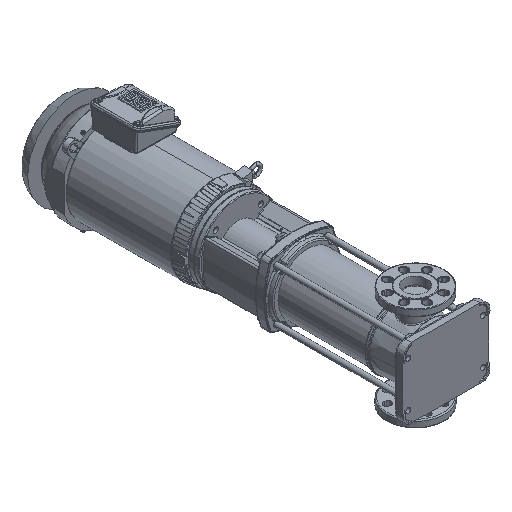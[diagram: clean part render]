
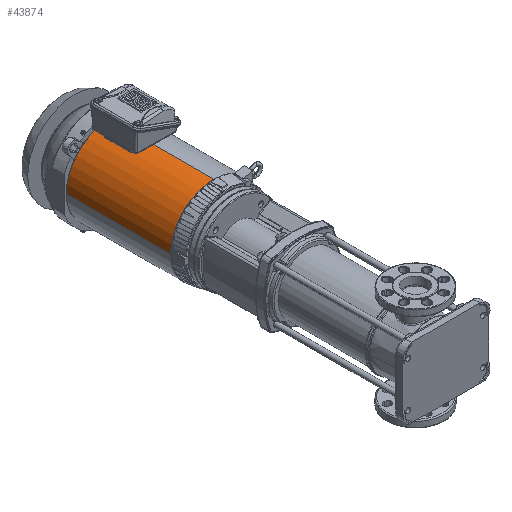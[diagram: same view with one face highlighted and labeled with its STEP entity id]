
A CAD part, isometric view. The second image highlights one B-rep face of the part: STEP entity #43874.
In plain terms, the highlighted cylindrical face has radius 124.3 mm (diameter 248.6 mm), a partial arc.
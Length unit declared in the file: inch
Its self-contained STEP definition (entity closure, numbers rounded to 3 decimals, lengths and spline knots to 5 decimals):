
#4054 = VECTOR ( 'NONE', #158290, 39.37008 ) ;
#5018 = EDGE_LOOP ( 'NONE', ( #57345, #97105, #14087, #93652 ) ) ;
#9238 = VERTEX_POINT ( 'NONE', #37138 ) ;
#10440 = LINE ( 'NONE', #103922, #91991 ) ;
#14087 = ORIENTED_EDGE ( 'NONE', *, *, #78692, .F. ) ;
#14436 = VERTEX_POINT ( 'NONE', #102004 ) ;
#19024 = DIRECTION ( 'NONE',  ( 0., -1., 0. ) ) ;
#20920 = AXIS2_PLACEMENT_3D ( 'NONE', #34744, #89058, #172704 ) ;
#22919 = DIRECTION ( 'NONE',  ( -1., 0., 0. ) ) ;
#31317 = DIRECTION ( 'NONE',  ( -1., 0., 0. ) ) ;
#34744 = CARTESIAN_POINT ( 'NONE',  ( 38.54453, -0.19649, 0. ) ) ;
#37138 = CARTESIAN_POINT ( 'NONE',  ( -5.69447, -5.09019, 0.00085 ) ) ;
#43874 = ADVANCED_FACE ( 'NONE', ( #144265 ), #103292, .T. ) ;
#44664 = CARTESIAN_POINT ( 'NONE',  ( -5.69447, -0.19649, 0. ) ) ;
#46426 = DIRECTION ( 'NONE',  ( 0., -1., 0. ) ) ;
#46581 = CARTESIAN_POINT ( 'NONE',  ( 6.11655, -0.19649, 0. ) ) ;
#54496 = VERTEX_POINT ( 'NONE', #152072 ) ;
#57345 = ORIENTED_EDGE ( 'NONE', *, *, #82438, .T. ) ;
#64028 = CIRCLE ( 'NONE', #140847, 4.8937 ) ;
#66523 = LINE ( 'NONE', #159175, #4054 ) ;
#78692 = EDGE_CURVE ( 'NONE', #9238, #54496, #64028, .T. ) ;
#82438 = EDGE_CURVE ( 'NONE', #135184, #14436, #96636, .T. ) ;
#86669 = DIRECTION ( 'NONE',  ( -1., 0., 0. ) ) ;
#89058 = DIRECTION ( 'NONE',  ( -1., 0., 0. ) ) ;
#91991 = VECTOR ( 'NONE', #22919, 39.37008 ) ;
#93652 = ORIENTED_EDGE ( 'NONE', *, *, #123658, .F. ) ;
#96636 = CIRCLE ( 'NONE', #113781, 4.8937 ) ;
#97105 = ORIENTED_EDGE ( 'NONE', *, *, #165815, .T. ) ;
#102004 = CARTESIAN_POINT ( 'NONE',  ( 6.11655, -0.19649, 4.8937 ) ) ;
#103292 = CYLINDRICAL_SURFACE ( 'NONE', #20920, 4.8937 ) ;
#103922 = CARTESIAN_POINT ( 'NONE',  ( 38.54453, -5.09019, 0.00085 ) ) ;
#113781 = AXIS2_PLACEMENT_3D ( 'NONE', #46581, #86669, #19024 ) ;
#123658 = EDGE_CURVE ( 'NONE', #135184, #9238, #10440, .T. ) ;
#135184 = VERTEX_POINT ( 'NONE', #147395 ) ;
#140847 = AXIS2_PLACEMENT_3D ( 'NONE', #44664, #31317, #46426 ) ;
#144265 = FACE_OUTER_BOUND ( 'NONE', #5018, .T. ) ;
#147395 = CARTESIAN_POINT ( 'NONE',  ( 6.11655, -5.09019, 0.00085 ) ) ;
#152072 = CARTESIAN_POINT ( 'NONE',  ( -5.69447, -0.19649, 4.8937 ) ) ;
#158290 = DIRECTION ( 'NONE',  ( -1., 0., 0. ) ) ;
#159175 = CARTESIAN_POINT ( 'NONE',  ( 38.54453, -0.19649, 4.8937 ) ) ;
#165815 = EDGE_CURVE ( 'NONE', #14436, #54496, #66523, .T. ) ;
#172704 = DIRECTION ( 'NONE',  ( 0., 0., 1. ) ) ;
